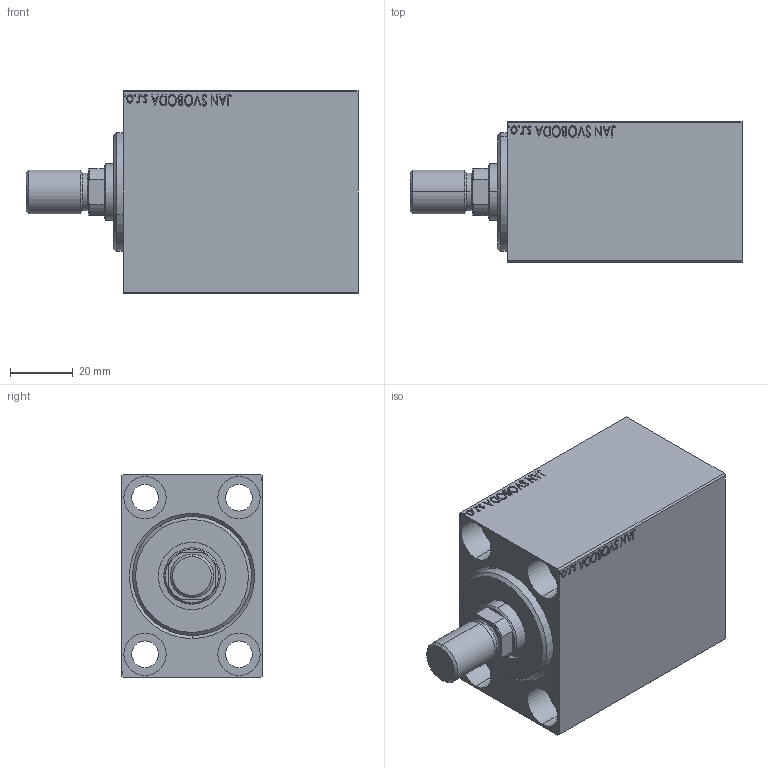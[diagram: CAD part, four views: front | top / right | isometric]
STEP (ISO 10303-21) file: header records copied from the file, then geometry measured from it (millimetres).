
FILE_DESCRIPTION (( 'STEP AP203' ), '1' );
FILE_NAME ('af61.STEP', '2025-07-11T12:12:55', ( '' ), ( '' ), 'SwSTEP 2.0', 'SolidWorks 2019', '' );
FILE_SCHEMA (( 'CONFIG_CONTROL_DESIGN' ));
Length unit declared in the file: millimetre
Products named in the file (5): V450CM_VC_B 25d063eaec50293b09df0633203763cf; af61; V450CM_C_Body 25d063eaec50293b09df0633203763cf; V450CM_MALE_METRIC 25d063eaec50293b09df0633203763cf; V450CM_C_VCP 25d063eaec50293b09df0633203763cf
Assembly tree (4 placements, depth 2):
  af61
    V450CM_C_Body 25d063eaec50293b09df0633203763cf
    V450CM_C_VCP 25d063eaec50293b09df0633203763cf
    V450CM_VC_B 25d063eaec50293b09df0633203763cf
    V450CM_MALE_METRIC 25d063eaec50293b09df0633203763cf
Bounding box: 106 x 45 x 65 mm (x, y, z)
Volume: 193384.2 mm3; surface area: 49624.3 mm2
Topology: 4 solids, 4 shells, 875 faces, 2234 edges, 1479 vertices
Faces by surface type: plane 411, bspline 380, cylinder 64, cone 18, torus 2
Entity records: 44457 total; most frequent: CARTESIAN_POINT 25205, ORIENTED_EDGE 4464, DIRECTION 2612, EDGE_CURVE 2232, VERTEX_POINT 1479, VECTOR 1312, LINE 1312, EDGE_LOOP 1003
